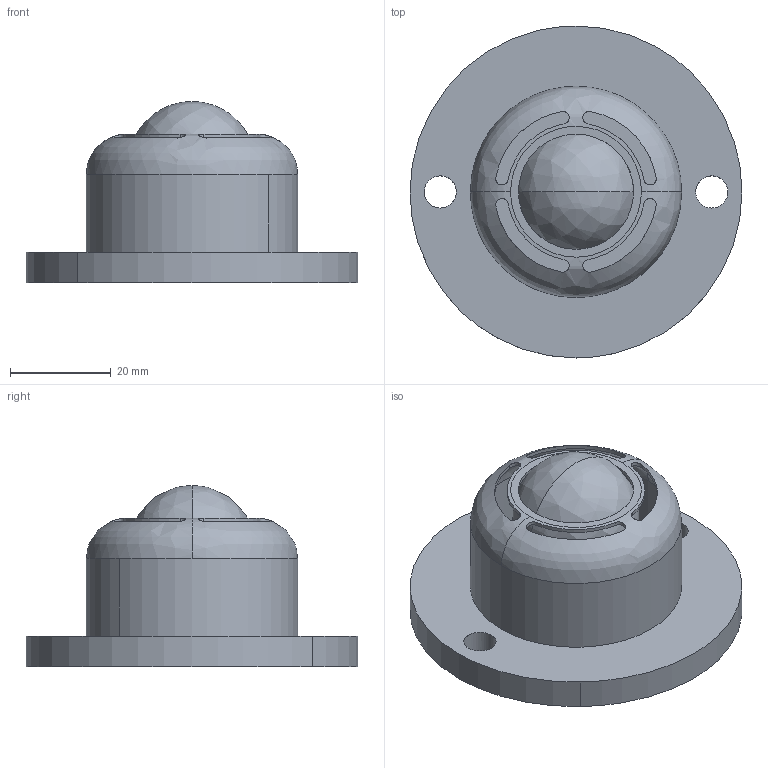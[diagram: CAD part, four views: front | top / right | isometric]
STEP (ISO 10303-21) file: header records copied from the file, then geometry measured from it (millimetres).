
FILE_DESCRIPTION((''),'2;1');
FILE_NAME('','2009-01-19T13:45:43',(''),(''),'','CADfix','');
FILE_SCHEMA(('AUTOMOTIVE_DESIGN { 1 0 10303 214 1 1 1 1 }'));
Length unit declared in the file: millimetre
Bounding box: 66 x 66 x 36 mm (x, y, z)
Volume: 29433.3 mm3; surface area: 17449.3 mm2
Topology: 2 solids, 2 shells, 57 faces, 224 edges, 178 vertices
Faces by surface type: bspline 57
Entity records: 4518 total; most frequent: CARTESIAN_POINT 3190, ORIENTED_EDGE 448, EDGE_CURVE 224, VERTEX_POINT 178, B_SPLINE_CURVE_WITH_KNOTS 178, EDGE_LOOP 76, FACE_OUTER_BOUND 57, ADVANCED_FACE 57
